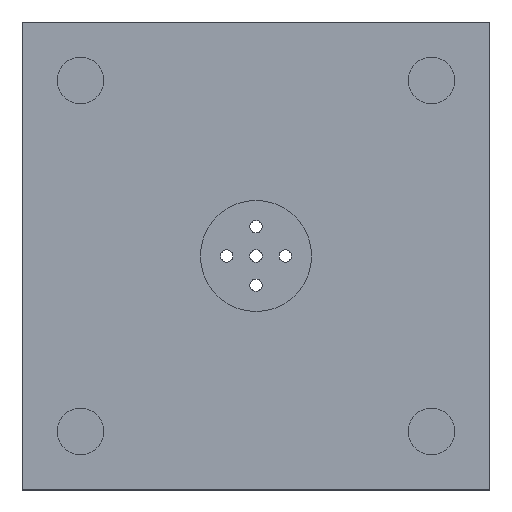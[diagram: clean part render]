
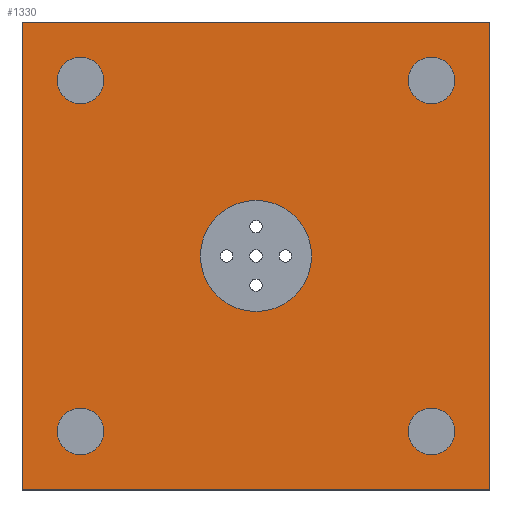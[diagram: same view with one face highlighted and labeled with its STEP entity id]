
A CAD part, top view. The second image highlights one B-rep face of the part: STEP entity #1330.
In plain terms, the highlighted planar face has unit normal (0, 0, 1).
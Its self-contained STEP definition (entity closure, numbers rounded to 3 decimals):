
#92=FACE_BOUND('',#314,.T.);
#93=FACE_BOUND('',#315,.T.);
#94=FACE_BOUND('',#316,.T.);
#95=FACE_BOUND('',#317,.T.);
#96=FACE_BOUND('',#318,.T.);
#186=FACE_OUTER_BOUND('',#313,.T.);
#313=EDGE_LOOP('',(#1182,#1183,#1184,#1185));
#314=EDGE_LOOP('',(#1186));
#315=EDGE_LOOP('',(#1187));
#316=EDGE_LOOP('',(#1188));
#317=EDGE_LOOP('',(#1189));
#318=EDGE_LOOP('',(#1190));
#361=CIRCLE('',#1427,9.5);
#392=CIRCLE('',#1491,4.);
#394=CIRCLE('',#1495,4.);
#396=CIRCLE('',#1499,4.);
#398=CIRCLE('',#1503,4.);
#475=LINE('',#2293,#563);
#479=LINE('',#2301,#567);
#484=LINE('',#2310,#572);
#485=LINE('',#2312,#573);
#563=VECTOR('',#1923,10.);
#567=VECTOR('',#1929,10.);
#572=VECTOR('',#1936,10.);
#573=VECTOR('',#1939,10.);
#641=VERTEX_POINT('',#2146);
#672=VERTEX_POINT('',#2257);
#674=VERTEX_POINT('',#2264);
#676=VERTEX_POINT('',#2271);
#678=VERTEX_POINT('',#2278);
#679=VERTEX_POINT('',#2291);
#680=VERTEX_POINT('',#2292);
#683=VERTEX_POINT('',#2300);
#686=VERTEX_POINT('',#2308);
#781=EDGE_CURVE('',#641,#641,#361,.T.);
#829=EDGE_CURVE('',#672,#672,#392,.T.);
#832=EDGE_CURVE('',#674,#674,#394,.T.);
#835=EDGE_CURVE('',#676,#676,#396,.T.);
#838=EDGE_CURVE('',#678,#678,#398,.T.);
#843=EDGE_CURVE('',#679,#680,#475,.T.);
#847=EDGE_CURVE('',#683,#679,#479,.T.);
#852=EDGE_CURVE('',#686,#683,#484,.T.);
#853=EDGE_CURVE('',#680,#686,#485,.T.);
#1182=ORIENTED_EDGE('',*,*,#853,.F.);
#1183=ORIENTED_EDGE('',*,*,#843,.F.);
#1184=ORIENTED_EDGE('',*,*,#847,.F.);
#1185=ORIENTED_EDGE('',*,*,#852,.F.);
#1186=ORIENTED_EDGE('',*,*,#781,.T.);
#1187=ORIENTED_EDGE('',*,*,#829,.T.);
#1188=ORIENTED_EDGE('',*,*,#832,.T.);
#1189=ORIENTED_EDGE('',*,*,#835,.T.);
#1190=ORIENTED_EDGE('',*,*,#838,.T.);
#1240=PLANE('',#1514);
#1330=ADVANCED_FACE('',(#186,#92,#93,#94,#95,#96),#1240,.F.);
#1427=AXIS2_PLACEMENT_3D('',#2147,#1733,#1734);
#1491=AXIS2_PLACEMENT_3D('',#2259,#1878,#1879);
#1495=AXIS2_PLACEMENT_3D('',#2266,#1887,#1888);
#1499=AXIS2_PLACEMENT_3D('',#2273,#1896,#1897);
#1503=AXIS2_PLACEMENT_3D('',#2280,#1905,#1906);
#1514=AXIS2_PLACEMENT_3D('',#2315,#1943,#1944);
#1733=DIRECTION('center_axis',(0.,0.,-1.));
#1734=DIRECTION('ref_axis',(-1.,0.,0.));
#1878=DIRECTION('center_axis',(0.,0.,-1.));
#1879=DIRECTION('ref_axis',(-1.,0.,0.));
#1887=DIRECTION('center_axis',(0.,0.,-1.));
#1888=DIRECTION('ref_axis',(-1.,0.,0.));
#1896=DIRECTION('center_axis',(0.,0.,-1.));
#1897=DIRECTION('ref_axis',(-1.,0.,0.));
#1905=DIRECTION('center_axis',(0.,0.,-1.));
#1906=DIRECTION('ref_axis',(-1.,0.,0.));
#1923=DIRECTION('',(1.,0.,0.));
#1929=DIRECTION('',(0.,1.,0.));
#1936=DIRECTION('',(-1.,0.,0.));
#1939=DIRECTION('',(0.,-1.,0.));
#1943=DIRECTION('center_axis',(0.,0.,-1.));
#1944=DIRECTION('ref_axis',(1.,0.,0.));
#2146=CARTESIAN_POINT('',(9.5,0.,8.));
#2147=CARTESIAN_POINT('Origin',(0.,0.,8.));
#2257=CARTESIAN_POINT('',(34.,-30.,8.));
#2259=CARTESIAN_POINT('Origin',(30.,-30.,8.));
#2264=CARTESIAN_POINT('',(34.,30.,8.));
#2266=CARTESIAN_POINT('Origin',(30.,30.,8.));
#2271=CARTESIAN_POINT('',(-26.,-30.,8.));
#2273=CARTESIAN_POINT('Origin',(-30.,-30.,8.));
#2278=CARTESIAN_POINT('',(-26.,30.,8.));
#2280=CARTESIAN_POINT('Origin',(-30.,30.,8.));
#2291=CARTESIAN_POINT('',(-40.,40.,8.));
#2292=CARTESIAN_POINT('',(40.,40.,8.));
#2293=CARTESIAN_POINT('',(-40.,40.,8.));
#2300=CARTESIAN_POINT('',(-40.,-40.,8.));
#2301=CARTESIAN_POINT('',(-40.,-40.,8.));
#2308=CARTESIAN_POINT('',(40.,-40.,8.));
#2310=CARTESIAN_POINT('',(40.,-40.,8.));
#2312=CARTESIAN_POINT('',(40.,40.,8.));
#2315=CARTESIAN_POINT('Origin',(0.,0.,8.));
